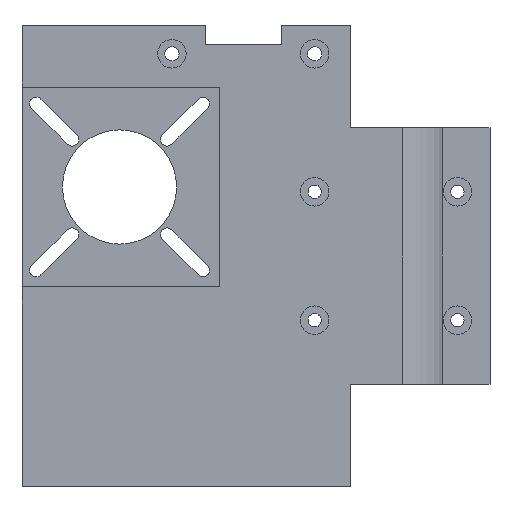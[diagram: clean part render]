
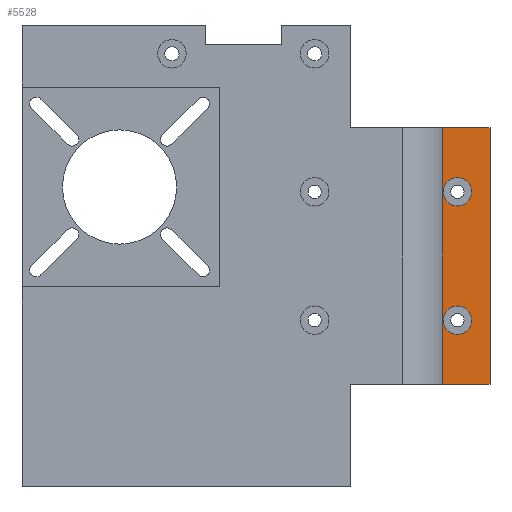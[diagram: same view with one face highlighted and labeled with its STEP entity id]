
A CAD part, front view. The second image highlights one B-rep face of the part: STEP entity #5528.
In plain terms, the highlighted planar face has unit normal (0, -1, 0).
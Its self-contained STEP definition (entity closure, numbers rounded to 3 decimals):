
#860 = PLANE('',#861);
#861 = AXIS2_PLACEMENT_3D('',#862,#863,#864);
#862 = CARTESIAN_POINT('',(-7.46,0.,75.5));
#863 = DIRECTION('',(0.,0.,1.));
#864 = DIRECTION('',(1.,0.,0.));
#888 = CYLINDRICAL_SURFACE('',#889,12.5);
#889 = AXIS2_PLACEMENT_3D('',#890,#891,#892);
#890 = CARTESIAN_POINT('',(0.,0.,0.));
#891 = DIRECTION('',(-0.,-0.,-1.));
#892 = DIRECTION('',(1.,0.,0.));
#916 = PLANE('',#917);
#917 = AXIS2_PLACEMENT_3D('',#918,#919,#920);
#918 = CARTESIAN_POINT('',(22.,0.,21.5));
#919 = DIRECTION('',(0.,0.,-1.));
#920 = DIRECTION('',(-1.,0.,0.));
#3306 = VERTEX_POINT('',#3307);
#3307 = CARTESIAN_POINT('',(21.843,-4.,21.5));
#3320 = PLANE('',#3321);
#3321 = AXIS2_PLACEMENT_3D('',#3322,#3323,#3324);
#3322 = CARTESIAN_POINT('',(21.843,-4.,0.));
#3323 = DIRECTION('',(-1.,0.,0.));
#3324 = DIRECTION('',(0.,1.,0.));
#3331 = EDGE_CURVE('',#3306,#3332,#3334,.T.);
#3332 = VERTEX_POINT('',#3333);
#3333 = CARTESIAN_POINT('',(11.843,-4.,21.5));
#3334 = SURFACE_CURVE('',#3335,(#3339,#3345),.PCURVE_S1.);
#3335 = LINE('',#3336,#3337);
#3336 = CARTESIAN_POINT('',(16.921,-4.,21.5));
#3337 = VECTOR('',#3338,1.);
#3338 = DIRECTION('',(-1.,0.,0.));
#3339 = PCURVE('',#916,#3340);
#3340 = DEFINITIONAL_REPRESENTATION('',(#3341),#3344);
#3341 = B_SPLINE_CURVE_WITH_KNOTS('',1,(#3342,#3343),.UNSPECIFIED.,.F.,
  .F.,(2,2),(-5.921,6.079),.PIECEWISE_BEZIER_KNOTS.);
#3342 = CARTESIAN_POINT('',(-0.843,-4.));
#3343 = CARTESIAN_POINT('',(11.157,-4.));
#3344 = ( GEOMETRIC_REPRESENTATION_CONTEXT(2) 
PARAMETRIC_REPRESENTATION_CONTEXT() REPRESENTATION_CONTEXT('2D SPACE',''
  ) );
#3345 = PCURVE('',#3346,#3351);
#3346 = PLANE('',#3347);
#3347 = AXIS2_PLACEMENT_3D('',#3348,#3349,#3350);
#3348 = CARTESIAN_POINT('',(11.843,-4.,0.));
#3349 = DIRECTION('',(0.,1.,0.));
#3350 = DIRECTION('',(1.,0.,0.));
#3351 = DEFINITIONAL_REPRESENTATION('',(#3352),#3355);
#3352 = B_SPLINE_CURVE_WITH_KNOTS('',1,(#3353,#3354),.UNSPECIFIED.,.F.,
  .F.,(2,2),(-5.921,6.079),.PIECEWISE_BEZIER_KNOTS.);
#3353 = CARTESIAN_POINT('',(11.,-21.5));
#3354 = CARTESIAN_POINT('',(-1.,-21.5));
#3355 = ( GEOMETRIC_REPRESENTATION_CONTEXT(2) 
PARAMETRIC_REPRESENTATION_CONTEXT() REPRESENTATION_CONTEXT('2D SPACE',''
  ) );
#3422 = VERTEX_POINT('',#3423);
#3423 = CARTESIAN_POINT('',(11.843,-4.,75.5));
#3449 = EDGE_CURVE('',#3332,#3422,#3450,.T.);
#3450 = SURFACE_CURVE('',#3451,(#3455,#3462),.PCURVE_S1.);
#3451 = LINE('',#3452,#3453);
#3452 = CARTESIAN_POINT('',(11.843,-4.,0.));
#3453 = VECTOR('',#3454,1.);
#3454 = DIRECTION('',(0.,0.,1.));
#3455 = PCURVE('',#888,#3456);
#3456 = DEFINITIONAL_REPRESENTATION('',(#3457),#3461);
#3457 = LINE('',#3458,#3459);
#3458 = CARTESIAN_POINT('',(-5.957,0.));
#3459 = VECTOR('',#3460,1.);
#3460 = DIRECTION('',(-0.,-1.));
#3461 = ( GEOMETRIC_REPRESENTATION_CONTEXT(2) 
PARAMETRIC_REPRESENTATION_CONTEXT() REPRESENTATION_CONTEXT('2D SPACE',''
  ) );
#3462 = PCURVE('',#3346,#3463);
#3463 = DEFINITIONAL_REPRESENTATION('',(#3464),#3468);
#3464 = LINE('',#3465,#3466);
#3465 = CARTESIAN_POINT('',(0.,0.));
#3466 = VECTOR('',#3467,1.);
#3467 = DIRECTION('',(0.,-1.));
#3468 = ( GEOMETRIC_REPRESENTATION_CONTEXT(2) 
PARAMETRIC_REPRESENTATION_CONTEXT() REPRESENTATION_CONTEXT('2D SPACE',''
  ) );
#3529 = EDGE_CURVE('',#3422,#3530,#3532,.T.);
#3530 = VERTEX_POINT('',#3531);
#3531 = CARTESIAN_POINT('',(21.843,-4.,75.5));
#3532 = SURFACE_CURVE('',#3533,(#3537,#3543),.PCURVE_S1.);
#3533 = LINE('',#3534,#3535);
#3534 = CARTESIAN_POINT('',(2.191,-4.,75.5));
#3535 = VECTOR('',#3536,1.);
#3536 = DIRECTION('',(1.,0.,0.));
#3537 = PCURVE('',#860,#3538);
#3538 = DEFINITIONAL_REPRESENTATION('',(#3539),#3542);
#3539 = B_SPLINE_CURVE_WITH_KNOTS('',1,(#3540,#3541),.UNSPECIFIED.,.F.,
  .F.,(2,2),(8.651,20.651),.PIECEWISE_BEZIER_KNOTS.);
#3540 = CARTESIAN_POINT('',(18.303,-4.));
#3541 = CARTESIAN_POINT('',(30.303,-4.));
#3542 = ( GEOMETRIC_REPRESENTATION_CONTEXT(2) 
PARAMETRIC_REPRESENTATION_CONTEXT() REPRESENTATION_CONTEXT('2D SPACE',''
  ) );
#3543 = PCURVE('',#3346,#3544);
#3544 = DEFINITIONAL_REPRESENTATION('',(#3545),#3548);
#3545 = B_SPLINE_CURVE_WITH_KNOTS('',1,(#3546,#3547),.UNSPECIFIED.,.F.,
  .F.,(2,2),(8.651,20.651),.PIECEWISE_BEZIER_KNOTS.);
#3546 = CARTESIAN_POINT('',(-1.,-75.5));
#3547 = CARTESIAN_POINT('',(11.,-75.5));
#3548 = ( GEOMETRIC_REPRESENTATION_CONTEXT(2) 
PARAMETRIC_REPRESENTATION_CONTEXT() REPRESENTATION_CONTEXT('2D SPACE',''
  ) );
#5528 = ADVANCED_FACE('',(#5529,#5555,#5590),#3346,.F.);
#5529 = FACE_BOUND('',#5530,.F.);
#5530 = EDGE_LOOP('',(#5531,#5532,#5533,#5534));
#5531 = ORIENTED_EDGE('',*,*,#3331,.T.);
#5532 = ORIENTED_EDGE('',*,*,#3449,.T.);
#5533 = ORIENTED_EDGE('',*,*,#3529,.T.);
#5534 = ORIENTED_EDGE('',*,*,#5535,.F.);
#5535 = EDGE_CURVE('',#3306,#3530,#5536,.T.);
#5536 = SURFACE_CURVE('',#5537,(#5541,#5548),.PCURVE_S1.);
#5537 = LINE('',#5538,#5539);
#5538 = CARTESIAN_POINT('',(21.843,-4.,0.));
#5539 = VECTOR('',#5540,1.);
#5540 = DIRECTION('',(0.,0.,1.));
#5541 = PCURVE('',#3346,#5542);
#5542 = DEFINITIONAL_REPRESENTATION('',(#5543),#5547);
#5543 = LINE('',#5544,#5545);
#5544 = CARTESIAN_POINT('',(10.,0.));
#5545 = VECTOR('',#5546,1.);
#5546 = DIRECTION('',(0.,-1.));
#5547 = ( GEOMETRIC_REPRESENTATION_CONTEXT(2) 
PARAMETRIC_REPRESENTATION_CONTEXT() REPRESENTATION_CONTEXT('2D SPACE',''
  ) );
#5548 = PCURVE('',#3320,#5549);
#5549 = DEFINITIONAL_REPRESENTATION('',(#5550),#5554);
#5550 = LINE('',#5551,#5552);
#5551 = CARTESIAN_POINT('',(0.,0.));
#5552 = VECTOR('',#5553,1.);
#5553 = DIRECTION('',(0.,-1.));
#5554 = ( GEOMETRIC_REPRESENTATION_CONTEXT(2) 
PARAMETRIC_REPRESENTATION_CONTEXT() REPRESENTATION_CONTEXT('2D SPACE',''
  ) );
#5555 = FACE_BOUND('',#5556,.F.);
#5556 = EDGE_LOOP('',(#5557));
#5557 = ORIENTED_EDGE('',*,*,#5558,.T.);
#5558 = EDGE_CURVE('',#5559,#5559,#5561,.T.);
#5559 = VERTEX_POINT('',#5560);
#5560 = CARTESIAN_POINT('',(18.,-4.,35.));
#5561 = SURFACE_CURVE('',#5562,(#5567,#5578),.PCURVE_S1.);
#5562 = CIRCLE('',#5563,3.);
#5563 = AXIS2_PLACEMENT_3D('',#5564,#5565,#5566);
#5564 = CARTESIAN_POINT('',(15.,-4.,35.));
#5565 = DIRECTION('',(0.,-1.,0.));
#5566 = DIRECTION('',(1.,0.,0.));
#5567 = PCURVE('',#3346,#5568);
#5568 = DEFINITIONAL_REPRESENTATION('',(#5569),#5577);
#5569 = ( BOUNDED_CURVE() B_SPLINE_CURVE(2,(#5570,#5571,#5572,#5573,
#5574,#5575,#5576),.UNSPECIFIED.,.T.,.F.) B_SPLINE_CURVE_WITH_KNOTS((1,2
    ,2,2,2,1),(-2.094,0.,2.094,4.189,
6.283,8.378),.UNSPECIFIED.) CURVE() 
GEOMETRIC_REPRESENTATION_ITEM() RATIONAL_B_SPLINE_CURVE((1.,0.5,1.,0.5,
1.,0.5,1.)) REPRESENTATION_ITEM('') );
#5570 = CARTESIAN_POINT('',(6.157,-35.));
#5571 = CARTESIAN_POINT('',(6.157,-40.196));
#5572 = CARTESIAN_POINT('',(1.657,-37.598));
#5573 = CARTESIAN_POINT('',(-2.843,-35.));
#5574 = CARTESIAN_POINT('',(1.657,-32.402));
#5575 = CARTESIAN_POINT('',(6.157,-29.804));
#5576 = CARTESIAN_POINT('',(6.157,-35.));
#5577 = ( GEOMETRIC_REPRESENTATION_CONTEXT(2) 
PARAMETRIC_REPRESENTATION_CONTEXT() REPRESENTATION_CONTEXT('2D SPACE',''
  ) );
#5578 = PCURVE('',#5579,#5584);
#5579 = CYLINDRICAL_SURFACE('',#5580,3.);
#5580 = AXIS2_PLACEMENT_3D('',#5581,#5582,#5583);
#5581 = CARTESIAN_POINT('',(15.,-4.,35.));
#5582 = DIRECTION('',(0.,-1.,0.));
#5583 = DIRECTION('',(1.,0.,0.));
#5584 = DEFINITIONAL_REPRESENTATION('',(#5585),#5589);
#5585 = LINE('',#5586,#5587);
#5586 = CARTESIAN_POINT('',(0.,0.));
#5587 = VECTOR('',#5588,1.);
#5588 = DIRECTION('',(1.,0.));
#5589 = ( GEOMETRIC_REPRESENTATION_CONTEXT(2) 
PARAMETRIC_REPRESENTATION_CONTEXT() REPRESENTATION_CONTEXT('2D SPACE',''
  ) );
#5590 = FACE_BOUND('',#5591,.F.);
#5591 = EDGE_LOOP('',(#5592));
#5592 = ORIENTED_EDGE('',*,*,#5593,.T.);
#5593 = EDGE_CURVE('',#5594,#5594,#5596,.T.);
#5594 = VERTEX_POINT('',#5595);
#5595 = CARTESIAN_POINT('',(18.,-4.,62.));
#5596 = SURFACE_CURVE('',#5597,(#5602,#5613),.PCURVE_S1.);
#5597 = CIRCLE('',#5598,3.);
#5598 = AXIS2_PLACEMENT_3D('',#5599,#5600,#5601);
#5599 = CARTESIAN_POINT('',(15.,-4.,62.));
#5600 = DIRECTION('',(0.,-1.,0.));
#5601 = DIRECTION('',(1.,0.,0.));
#5602 = PCURVE('',#3346,#5603);
#5603 = DEFINITIONAL_REPRESENTATION('',(#5604),#5612);
#5604 = ( BOUNDED_CURVE() B_SPLINE_CURVE(2,(#5605,#5606,#5607,#5608,
#5609,#5610,#5611),.UNSPECIFIED.,.T.,.F.) B_SPLINE_CURVE_WITH_KNOTS((1,2
    ,2,2,2,1),(-2.094,0.,2.094,4.189,
6.283,8.378),.UNSPECIFIED.) CURVE() 
GEOMETRIC_REPRESENTATION_ITEM() RATIONAL_B_SPLINE_CURVE((1.,0.5,1.,0.5,
1.,0.5,1.)) REPRESENTATION_ITEM('') );
#5605 = CARTESIAN_POINT('',(6.157,-62.));
#5606 = CARTESIAN_POINT('',(6.157,-67.196));
#5607 = CARTESIAN_POINT('',(1.657,-64.598));
#5608 = CARTESIAN_POINT('',(-2.843,-62.));
#5609 = CARTESIAN_POINT('',(1.657,-59.402));
#5610 = CARTESIAN_POINT('',(6.157,-56.804));
#5611 = CARTESIAN_POINT('',(6.157,-62.));
#5612 = ( GEOMETRIC_REPRESENTATION_CONTEXT(2) 
PARAMETRIC_REPRESENTATION_CONTEXT() REPRESENTATION_CONTEXT('2D SPACE',''
  ) );
#5613 = PCURVE('',#5614,#5619);
#5614 = CYLINDRICAL_SURFACE('',#5615,3.);
#5615 = AXIS2_PLACEMENT_3D('',#5616,#5617,#5618);
#5616 = CARTESIAN_POINT('',(15.,-4.,62.));
#5617 = DIRECTION('',(0.,-1.,0.));
#5618 = DIRECTION('',(1.,0.,0.));
#5619 = DEFINITIONAL_REPRESENTATION('',(#5620),#5624);
#5620 = LINE('',#5621,#5622);
#5621 = CARTESIAN_POINT('',(0.,0.));
#5622 = VECTOR('',#5623,1.);
#5623 = DIRECTION('',(1.,0.));
#5624 = ( GEOMETRIC_REPRESENTATION_CONTEXT(2) 
PARAMETRIC_REPRESENTATION_CONTEXT() REPRESENTATION_CONTEXT('2D SPACE',''
  ) );
